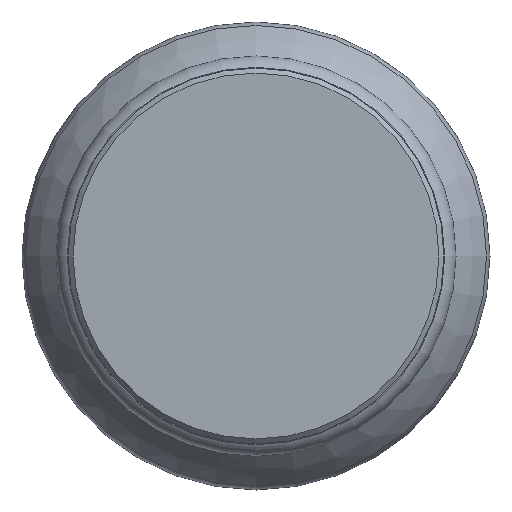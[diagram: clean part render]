
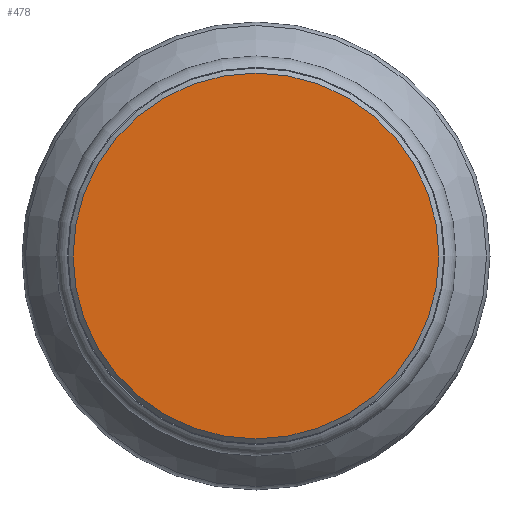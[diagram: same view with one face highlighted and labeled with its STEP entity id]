
A CAD part, left-side view. The second image highlights one B-rep face of the part: STEP entity #478.
In plain terms, the highlighted planar face has unit normal (-1, 0, 0).
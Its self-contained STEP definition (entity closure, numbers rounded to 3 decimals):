
#23=PLANE('',#583);
#81=FACE_OUTER_BOUND('',#104,.T.);
#104=EDGE_LOOP('',(#442,#443));
#170=CIRCLE('',#581,36.9);
#171=CIRCLE('',#582,36.9);
#228=VERTEX_POINT('',#944);
#229=VERTEX_POINT('',#946);
#303=EDGE_CURVE('',#228,#229,#170,.T.);
#304=EDGE_CURVE('',#229,#228,#171,.T.);
#442=ORIENTED_EDGE('',*,*,#303,.F.);
#443=ORIENTED_EDGE('',*,*,#304,.F.);
#478=ADVANCED_FACE('',(#81),#23,.T.);
#581=AXIS2_PLACEMENT_3D('',#947,#759,#760);
#582=AXIS2_PLACEMENT_3D('',#948,#761,#762);
#583=AXIS2_PLACEMENT_3D('',#949,#763,#764);
#759=DIRECTION('center_axis',(1.,0.,0.));
#760=DIRECTION('ref_axis',(0.,-1.,0.));
#761=DIRECTION('center_axis',(1.,0.,0.));
#762=DIRECTION('ref_axis',(0.,-1.,0.));
#763=DIRECTION('center_axis',(-1.,0.,0.));
#764=DIRECTION('ref_axis',(0.,0.,1.));
#944=CARTESIAN_POINT('',(0.,36.9,0.));
#946=CARTESIAN_POINT('',(0.,0.,36.9));
#947=CARTESIAN_POINT('Origin',(0.,0.,0.));
#948=CARTESIAN_POINT('Origin',(0.,0.,0.));
#949=CARTESIAN_POINT('Origin',(0.,18.95,0.));
